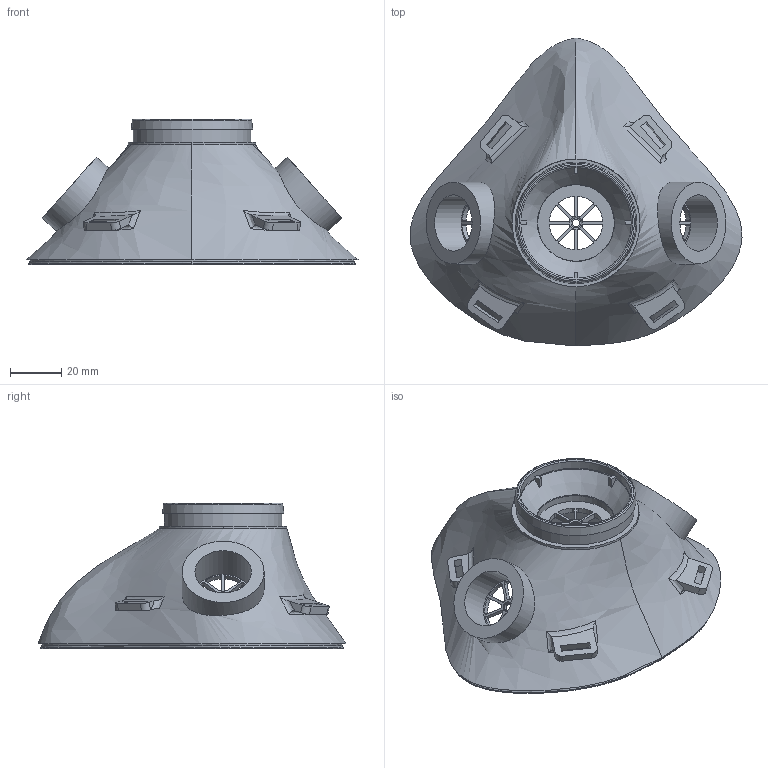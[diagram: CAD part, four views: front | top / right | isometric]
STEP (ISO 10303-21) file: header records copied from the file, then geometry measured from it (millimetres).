
FILE_DESCRIPTION(/* description */ (''),/* implementation_level */ '2;1');
FILE_NAME(/* name */ '5f1b23e959bb2e14fe2ddfb3',/* time_stamp */ '2020-07-24T18:09:46+00:00',/* author */ (''),/* organization */ (''),/* preprocessor_version */ 'ST-DEVELOPER v16.7',/* originating_system */ $,/* authorisation */ $);
FILE_SCHEMA (('AUTOMOTIVE_DESIGN {1 0 10303 214 3 1 1}'));
Length unit declared in the file: metre
Products named in the file (1): Silicone mask
Bounding box: 130.03 x 120.61 x 57 mm (x, y, z)
Volume: 69603.6 mm3; surface area: 42106.7 mm2
Topology: 1 solids, 1 shells, 344 faces, 953 edges, 630 vertices
Faces by surface type: cylinder 167, plane 123, bspline 33, torus 16, cone 5
Full cylindrical faces by diameter (mm): 2.8 x3, 4 x3, 22.1 x2, 30 x1, 32.1 x2, 46 x1
Entity records: 15578 total; most frequent: CARTESIAN_POINT 6836, ORIENTED_EDGE 1840, DIRECTION 1753, EDGE_CURVE 920, AXIS2_PLACEMENT_3D 673, VERTEX_POINT 624, EDGE_LOOP 452, FACE_BOUND 452
